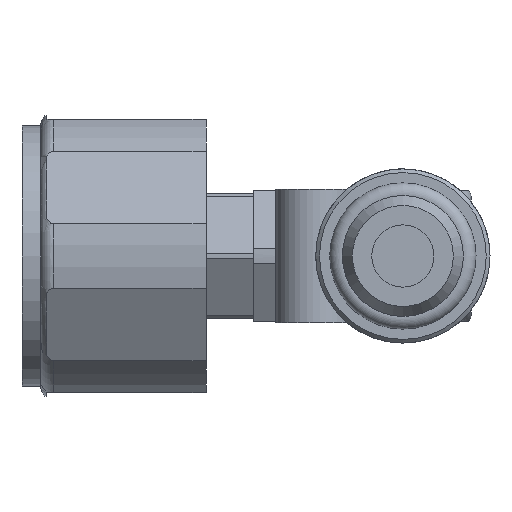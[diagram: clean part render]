
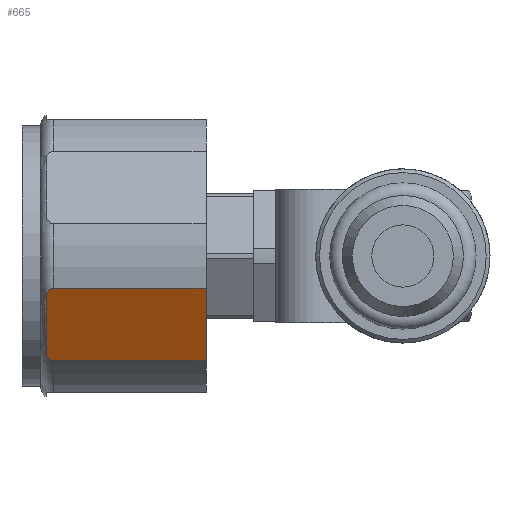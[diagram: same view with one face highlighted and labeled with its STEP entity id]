
A CAD part, left-side view. The second image highlights one B-rep face of the part: STEP entity #665.
In plain terms, the highlighted face is planar.
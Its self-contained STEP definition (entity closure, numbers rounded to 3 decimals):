
#665 = ADVANCED_FACE( '', ( #1388 ), #1389, .F. );
#1388 = FACE_OUTER_BOUND( '', #2174, .T. );
#1389 = PLANE( '', #2175 );
#2174 = EDGE_LOOP( '', ( #3764, #3765, #3766, #3767, #3768, #3769 ) );
#2175 = AXIS2_PLACEMENT_3D( '', #3770, #3771, #3772 );
#3764 = ORIENTED_EDGE( '', *, *, #4423, .T. );
#3765 = ORIENTED_EDGE( '', *, *, #4547, .F. );
#3766 = ORIENTED_EDGE( '', *, *, #4770, .F. );
#3767 = ORIENTED_EDGE( '', *, *, #4861, .F. );
#3768 = ORIENTED_EDGE( '', *, *, #4425, .T. );
#3769 = ORIENTED_EDGE( '', *, *, #4554, .F. );
#3770 = CARTESIAN_POINT( '', ( -11., 18., 6.351 ) );
#3771 = DIRECTION( '', ( 0.5, 0., -0.866 ) );
#3772 = DIRECTION( '', ( -0.866, 0., -0.5 ) );
#4423 = EDGE_CURVE( '', #5245, #5246, #5247, .T. );
#4425 = EDGE_CURVE( '', #5250, #5248, #5251, .T. );
#4547 = EDGE_CURVE( '', #5452, #5246, #5454, .F. );
#4554 = EDGE_CURVE( '', #5245, #5248, #5465, .T. );
#4770 = EDGE_CURVE( '', #5785, #5452, #5787, .T. );
#4861 = EDGE_CURVE( '', #5250, #5785, #5902, .T. );
#5245 = VERTEX_POINT( '', #6518 );
#5246 = VERTEX_POINT( '', #6519 );
#5247 = B_SPLINE_CURVE_WITH_KNOTS( '', 3, ( #6520, #6521, #6522, #6523, #6524, #6525, #6526, #6527 ), .UNSPECIFIED., .F., .F., ( 4, 2, 2, 4 ), ( 0., 0., 0.001, 0.001 ), .UNSPECIFIED. );
#5248 = VERTEX_POINT( '', #6528 );
#5250 = VERTEX_POINT( '', #6530 );
#5251 = B_SPLINE_CURVE_WITH_KNOTS( '', 3, ( #6531, #6532, #6533, #6534, #6535, #6536, #6537, #6538 ), .UNSPECIFIED., .F., .F., ( 4, 2, 2, 4 ), ( 0., 0., 0., 0.001 ), .UNSPECIFIED. );
#5452 = VERTEX_POINT( '', #6909 );
#5454 = LINE( '', #6911, #6912 );
#5465 = LINE( '', #6927, #6928 );
#5785 = VERTEX_POINT( '', #7549 );
#5787 = LINE( '', #7551, #7552 );
#5902 = LINE( '', #7746, #7747 );
#6518 = CARTESIAN_POINT( '', ( -7.978, 18., 8.096 ) );
#6519 = CARTESIAN_POINT( '', ( -8.405, 17.5, 7.849 ) );
#6520 = CARTESIAN_POINT( '', ( -7.978, 18., 8.096 ) );
#6521 = CARTESIAN_POINT( '', ( -8.076, 17.951, 8.039 ) );
#6522 = CARTESIAN_POINT( '', ( -8.17, 17.892, 7.984 ) );
#6523 = CARTESIAN_POINT( '', ( -8.293, 17.773, 7.914 ) );
#6524 = CARTESIAN_POINT( '', ( -8.331, 17.727, 7.892 ) );
#6525 = CARTESIAN_POINT( '', ( -8.386, 17.623, 7.86 ) );
#6526 = CARTESIAN_POINT( '', ( -8.405, 17.563, 7.849 ) );
#6527 = CARTESIAN_POINT( '', ( -8.405, 17.5, 7.849 ) );
#6528 = CARTESIAN_POINT( '', ( -3.022, 18., 10.957 ) );
#6530 = CARTESIAN_POINT( '', ( -2.595, 17.5, 11.203 ) );
#6531 = CARTESIAN_POINT( '', ( -2.595, 17.5, 11.203 ) );
#6532 = CARTESIAN_POINT( '', ( -2.595, 17.563, 11.203 ) );
#6533 = CARTESIAN_POINT( '', ( -2.613, 17.623, 11.193 ) );
#6534 = CARTESIAN_POINT( '', ( -2.669, 17.727, 11.161 ) );
#6535 = CARTESIAN_POINT( '', ( -2.707, 17.773, 11.139 ) );
#6536 = CARTESIAN_POINT( '', ( -2.829, 17.892, 11.069 ) );
#6537 = CARTESIAN_POINT( '', ( -2.924, 17.951, 11.013 ) );
#6538 = CARTESIAN_POINT( '', ( -3.022, 18., 10.957 ) );
#6909 = CARTESIAN_POINT( '', ( -8.405, 5.21, 7.849 ) );
#6911 = CARTESIAN_POINT( '', ( -8.405, 0., 7.849 ) );
#6912 = VECTOR( '', #8359, 1000. );
#6927 = CARTESIAN_POINT( '', ( -11., 18., 6.351 ) );
#6928 = VECTOR( '', #8364, 1000. );
#7549 = CARTESIAN_POINT( '', ( -2.595, 5.21, 11.203 ) );
#7551 = CARTESIAN_POINT( '', ( 3.125, 5.21, 14.506 ) );
#7552 = VECTOR( '', #8608, 1000. );
#7746 = CARTESIAN_POINT( '', ( -2.595, 0., 11.203 ) );
#7747 = VECTOR( '', #8704, 1000. );
#8359 = DIRECTION( '', ( 0., -1., 0. ) );
#8364 = DIRECTION( '', ( 0.866, 0., 0.5 ) );
#8608 = DIRECTION( '', ( -0.866, 0., -0.5 ) );
#8704 = DIRECTION( '', ( 0., -1., 0. ) );
